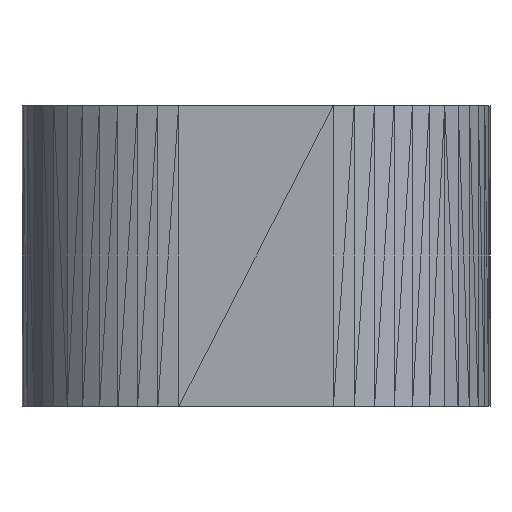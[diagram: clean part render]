
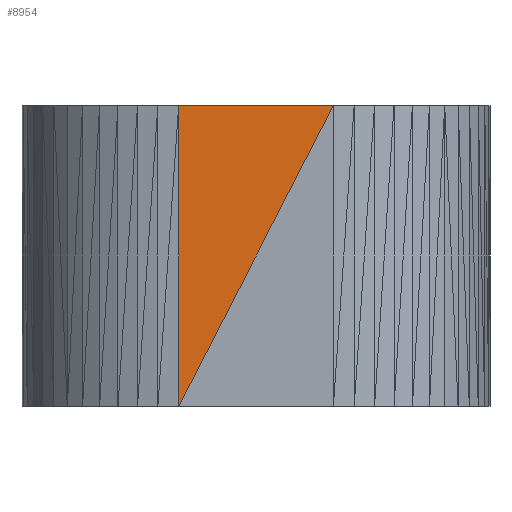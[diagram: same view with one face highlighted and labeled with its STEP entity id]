
A CAD part, front view. The second image highlights one B-rep face of the part: STEP entity #8954.
In plain terms, the highlighted planar face has unit normal (0, -1, 0).
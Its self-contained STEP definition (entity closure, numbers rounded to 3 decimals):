
#3235 = VERTEX_POINT('',#3236);
#3236 = CARTESIAN_POINT('',(-1.157,-3.495,4.5));
#3312 = PLANE('',#3313);
#3313 = AXIS2_PLACEMENT_3D('',#3314,#3315,#3316);
#3314 = CARTESIAN_POINT('',(-0.025,-2.911,4.5));
#3315 = DIRECTION('',(0.,0.,1.));
#3316 = DIRECTION('',(1.,0.,-0.));
#3466 = EDGE_CURVE('',#3235,#3467,#3469,.T.);
#3467 = VERTEX_POINT('',#3468);
#3468 = CARTESIAN_POINT('',(1.157,-3.495,4.5));
#3469 = SURFACE_CURVE('',#3470,(#3474,#3481),.PCURVE_S1.);
#3470 = LINE('',#3471,#3472);
#3471 = CARTESIAN_POINT('',(-1.157,-3.495,4.5));
#3472 = VECTOR('',#3473,1.);
#3473 = DIRECTION('',(1.,0.,0.));
#3474 = PCURVE('',#3312,#3475);
#3475 = DEFINITIONAL_REPRESENTATION('',(#3476),#3480);
#3476 = LINE('',#3477,#3478);
#3477 = CARTESIAN_POINT('',(-1.132,-0.584));
#3478 = VECTOR('',#3479,1.);
#3479 = DIRECTION('',(1.,0.));
#3480 = ( GEOMETRIC_REPRESENTATION_CONTEXT(2) 
PARAMETRIC_REPRESENTATION_CONTEXT() REPRESENTATION_CONTEXT('2D SPACE',''
  ) );
#3481 = PCURVE('',#3482,#3487);
#3482 = PLANE('',#3483);
#3483 = AXIS2_PLACEMENT_3D('',#3484,#3485,#3486);
#3484 = CARTESIAN_POINT('',(-0.438,-3.495,
    2.688));
#3485 = DIRECTION('',(-0.,-1.,-0.));
#3486 = DIRECTION('',(0.,0.,-1.));
#3487 = DEFINITIONAL_REPRESENTATION('',(#3488),#3492);
#3488 = LINE('',#3489,#3490);
#3489 = CARTESIAN_POINT('',(-1.812,-0.719));
#3490 = VECTOR('',#3491,1.);
#3491 = DIRECTION('',(0.,1.));
#3492 = ( GEOMETRIC_REPRESENTATION_CONTEXT(2) 
PARAMETRIC_REPRESENTATION_CONTEXT() REPRESENTATION_CONTEXT('2D SPACE',''
  ) );
#8668 = PLANE('',#8669);
#8669 = AXIS2_PLACEMENT_3D('',#8670,#8671,#8672);
#8670 = CARTESIAN_POINT('',(-1.238,-3.485,
    2.174));
#8671 = DIRECTION('',(-0.125,-0.992,
    0.));
#8672 = DIRECTION('',(-0.992,0.125,0.)
  );
#8712 = VERTEX_POINT('',#8713);
#8713 = CARTESIAN_POINT('',(-1.157,-3.495,0.));
#8739 = EDGE_CURVE('',#8712,#3235,#8740,.T.);
#8740 = SURFACE_CURVE('',#8741,(#8745,#8752),.PCURVE_S1.);
#8741 = LINE('',#8742,#8743);
#8742 = CARTESIAN_POINT('',(-1.157,-3.495,0.));
#8743 = VECTOR('',#8744,1.);
#8744 = DIRECTION('',(0.,0.,1.));
#8745 = PCURVE('',#8668,#8746);
#8746 = DEFINITIONAL_REPRESENTATION('',(#8747),#8751);
#8747 = LINE('',#8748,#8749);
#8748 = CARTESIAN_POINT('',(-0.081,2.174));
#8749 = VECTOR('',#8750,1.);
#8750 = DIRECTION('',(0.,-1.));
#8751 = ( GEOMETRIC_REPRESENTATION_CONTEXT(2) 
PARAMETRIC_REPRESENTATION_CONTEXT() REPRESENTATION_CONTEXT('2D SPACE',''
  ) );
#8752 = PCURVE('',#3482,#8753);
#8753 = DEFINITIONAL_REPRESENTATION('',(#8754),#8758);
#8754 = LINE('',#8755,#8756);
#8755 = CARTESIAN_POINT('',(2.688,-0.719));
#8756 = VECTOR('',#8757,1.);
#8757 = DIRECTION('',(-1.,0.));
#8758 = ( GEOMETRIC_REPRESENTATION_CONTEXT(2) 
PARAMETRIC_REPRESENTATION_CONTEXT() REPRESENTATION_CONTEXT('2D SPACE',''
  ) );
#8954 = ADVANCED_FACE('',(#8955),#3482,.T.);
#8955 = FACE_BOUND('',#8956,.T.);
#8956 = EDGE_LOOP('',(#8957,#8983,#8984));
#8957 = ORIENTED_EDGE('',*,*,#8958,.T.);
#8958 = EDGE_CURVE('',#8712,#3467,#8959,.T.);
#8959 = SURFACE_CURVE('',#8960,(#8964,#8971),.PCURVE_S1.);
#8960 = LINE('',#8961,#8962);
#8961 = CARTESIAN_POINT('',(-1.157,-3.495,0.));
#8962 = VECTOR('',#8963,1.);
#8963 = DIRECTION('',(0.457,0.,0.889));
#8964 = PCURVE('',#3482,#8965);
#8965 = DEFINITIONAL_REPRESENTATION('',(#8966),#8970);
#8966 = LINE('',#8967,#8968);
#8967 = CARTESIAN_POINT('',(2.688,-0.719));
#8968 = VECTOR('',#8969,1.);
#8969 = DIRECTION('',(-0.889,0.457));
#8970 = ( GEOMETRIC_REPRESENTATION_CONTEXT(2) 
PARAMETRIC_REPRESENTATION_CONTEXT() REPRESENTATION_CONTEXT('2D SPACE',''
  ) );
#8971 = PCURVE('',#8972,#8977);
#8972 = PLANE('',#8973);
#8973 = AXIS2_PLACEMENT_3D('',#8974,#8975,#8976);
#8974 = CARTESIAN_POINT('',(0.438,-3.495,
    1.812));
#8975 = DIRECTION('',(-0.,-1.,-0.));
#8976 = DIRECTION('',(0.,0.,-1.));
#8977 = DEFINITIONAL_REPRESENTATION('',(#8978),#8982);
#8978 = LINE('',#8979,#8980);
#8979 = CARTESIAN_POINT('',(1.812,-1.595));
#8980 = VECTOR('',#8981,1.);
#8981 = DIRECTION('',(-0.889,0.457));
#8982 = ( GEOMETRIC_REPRESENTATION_CONTEXT(2) 
PARAMETRIC_REPRESENTATION_CONTEXT() REPRESENTATION_CONTEXT('2D SPACE',''
  ) );
#8983 = ORIENTED_EDGE('',*,*,#3466,.F.);
#8984 = ORIENTED_EDGE('',*,*,#8739,.F.);
